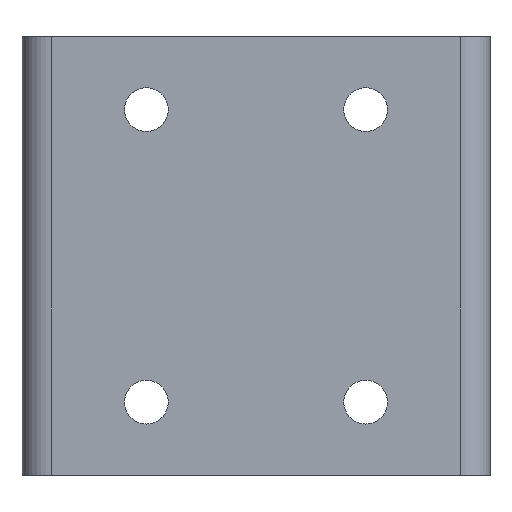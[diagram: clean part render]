
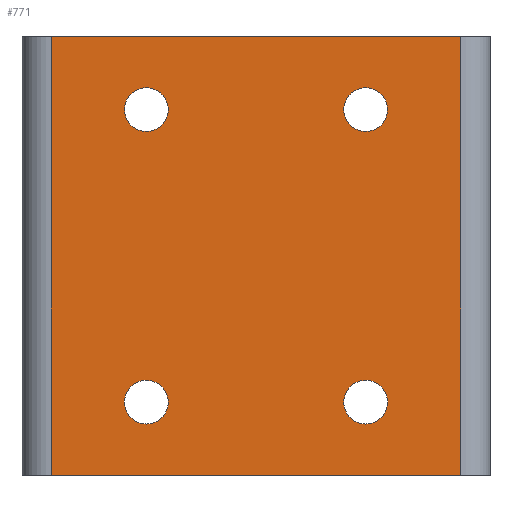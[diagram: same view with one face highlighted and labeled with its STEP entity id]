
A CAD part, top view. The second image highlights one B-rep face of the part: STEP entity #771.
In plain terms, the highlighted planar face has unit normal (0, 0, 1).
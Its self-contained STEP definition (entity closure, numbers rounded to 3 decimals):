
#7 = EDGE_CURVE ( 'NONE', #1060, #652, #1166, .T. ) ;
#10 = AXIS2_PLACEMENT_3D ( 'NONE', #712, #134, #234 ) ;
#21 = FACE_OUTER_BOUND ( 'NONE', #422, .T. ) ;
#34 = DIRECTION ( 'NONE',  ( 1., 0., 0. ) ) ;
#42 = CARTESIAN_POINT ( 'NONE',  ( -14., 25., 0.5 ) ) ;
#55 = DIRECTION ( 'NONE',  ( 0., -1., 0. ) ) ;
#75 = CARTESIAN_POINT ( 'NONE',  ( 2.5, 5., 0.5 ) ) ;
#86 = DIRECTION ( 'NONE',  ( 0., 0., 1. ) ) ;
#95 = AXIS2_PLACEMENT_3D ( 'NONE', #1027, #1213, #176 ) ;
#134 = DIRECTION ( 'NONE',  ( 0., 0., 1. ) ) ;
#139 = CARTESIAN_POINT ( 'NONE',  ( 1., 25., 0.5 ) ) ;
#140 = CARTESIAN_POINT ( 'NONE',  ( -14., 5., 0.5 ) ) ;
#145 = CARTESIAN_POINT ( 'NONE',  ( 1., 5., 0.5 ) ) ;
#154 = EDGE_CURVE ( 'NONE', #652, #1060, #620, .T. ) ;
#157 = PLANE ( 'NONE',  #713 ) ;
#161 = EDGE_CURVE ( 'NONE', #312, #614, #751, .T. ) ;
#163 = VECTOR ( 'NONE', #808, 1000. ) ;
#164 = ORIENTED_EDGE ( 'NONE', *, *, #1164, .F. ) ;
#176 = DIRECTION ( 'NONE',  ( 1., 0., 0. ) ) ;
#203 = VECTOR ( 'NONE', #728, 1000. ) ;
#209 = CIRCLE ( 'NONE', #267, 1.5 ) ;
#226 = ORIENTED_EDGE ( 'NONE', *, *, #400, .F. ) ;
#227 = VERTEX_POINT ( 'NONE', #434 ) ;
#233 = EDGE_CURVE ( 'NONE', #227, #1110, #707, .T. ) ;
#234 = DIRECTION ( 'NONE',  ( 1., 0., 0. ) ) ;
#243 = ORIENTED_EDGE ( 'NONE', *, *, #684, .F. ) ;
#267 = AXIS2_PLACEMENT_3D ( 'NONE', #139, #336, #882 ) ;
#286 = AXIS2_PLACEMENT_3D ( 'NONE', #378, #86, #471 ) ;
#312 = VERTEX_POINT ( 'NONE', #1127 ) ;
#314 = VERTEX_POINT ( 'NONE', #1227 ) ;
#316 = VERTEX_POINT ( 'NONE', #358 ) ;
#336 = DIRECTION ( 'NONE',  ( 0., 0., 1. ) ) ;
#346 = ORIENTED_EDGE ( 'NONE', *, *, #1188, .F. ) ;
#354 = EDGE_CURVE ( 'NONE', #453, #1071, #659, .T. ) ;
#355 = EDGE_CURVE ( 'NONE', #314, #1045, #738, .T. ) ;
#358 = CARTESIAN_POINT ( 'NONE',  ( -12.5, 25., 0.5 ) ) ;
#359 = FACE_BOUND ( 'NONE', #1134, .T. ) ;
#377 = CIRCLE ( 'NONE', #95, 1.5 ) ;
#378 = CARTESIAN_POINT ( 'NONE',  ( 1., 25., 0.5 ) ) ;
#400 = EDGE_CURVE ( 'NONE', #406, #316, #377, .T. ) ;
#402 = FACE_BOUND ( 'NONE', #722, .T. ) ;
#406 = VERTEX_POINT ( 'NONE', #566 ) ;
#422 = EDGE_LOOP ( 'NONE', ( #641, #661, #694, #1198 ) ) ;
#429 = DIRECTION ( 'NONE',  ( 0., 0., 1. ) ) ;
#434 = CARTESIAN_POINT ( 'NONE',  ( -20.5, 30., 0.5 ) ) ;
#453 = VERTEX_POINT ( 'NONE', #770 ) ;
#462 = CARTESIAN_POINT ( 'NONE',  ( -20.5, 30., 0.5 ) ) ;
#464 = AXIS2_PLACEMENT_3D ( 'NONE', #892, #429, #1162 ) ;
#471 = DIRECTION ( 'NONE',  ( 1., 0., 0. ) ) ;
#474 = AXIS2_PLACEMENT_3D ( 'NONE', #140, #1178, #524 ) ;
#500 = FACE_BOUND ( 'NONE', #918, .T. ) ;
#524 = DIRECTION ( 'NONE',  ( 1., 0., 0. ) ) ;
#566 = CARTESIAN_POINT ( 'NONE',  ( -15.5, 25., 0.5 ) ) ;
#595 = LINE ( 'NONE', #462, #1088 ) ;
#599 = CARTESIAN_POINT ( 'NONE',  ( -0.5, 5., 0.5 ) ) ;
#614 = VERTEX_POINT ( 'NONE', #960 ) ;
#620 = CIRCLE ( 'NONE', #10, 1.5 ) ;
#632 = DIRECTION ( 'NONE',  ( 1., 0., 0. ) ) ;
#634 = ORIENTED_EDGE ( 'NONE', *, *, #161, .F. ) ;
#641 = ORIENTED_EDGE ( 'NONE', *, *, #233, .F. ) ;
#650 = CARTESIAN_POINT ( 'NONE',  ( 7.5, 0., 0.5 ) ) ;
#652 = VERTEX_POINT ( 'NONE', #599 ) ;
#659 = LINE ( 'NONE', #665, #932 ) ;
#661 = ORIENTED_EDGE ( 'NONE', *, *, #835, .T. ) ;
#665 = CARTESIAN_POINT ( 'NONE',  ( -22.5, 0., 0.5 ) ) ;
#684 = EDGE_CURVE ( 'NONE', #614, #312, #773, .T. ) ;
#694 = ORIENTED_EDGE ( 'NONE', *, *, #354, .T. ) ;
#699 = CIRCLE ( 'NONE', #1119, 1.5 ) ;
#704 = CARTESIAN_POINT ( 'NONE',  ( 7.5, 30., 0.5 ) ) ;
#707 = LINE ( 'NONE', #914, #203 ) ;
#712 = CARTESIAN_POINT ( 'NONE',  ( 1., 5., 0.5 ) ) ;
#713 = AXIS2_PLACEMENT_3D ( 'NONE', #736, #922, #1116 ) ;
#722 = EDGE_LOOP ( 'NONE', ( #1160, #346 ) ) ;
#728 = DIRECTION ( 'NONE',  ( 1., 0., 0. ) ) ;
#736 = CARTESIAN_POINT ( 'NONE',  ( -22.5, 30., 0.5 ) ) ;
#738 = CIRCLE ( 'NONE', #286, 1.5 ) ;
#751 = CIRCLE ( 'NONE', #464, 1.5 ) ;
#766 = DIRECTION ( 'NONE',  ( 1., 0., 0. ) ) ;
#770 = CARTESIAN_POINT ( 'NONE',  ( -20.5, 0., 0.5 ) ) ;
#771 = ADVANCED_FACE ( 'NONE', ( #359, #500, #402, #1123, #21 ), #157, .F. ) ;
#773 = CIRCLE ( 'NONE', #474, 1.5 ) ;
#794 = AXIS2_PLACEMENT_3D ( 'NONE', #145, #821, #632 ) ;
#808 = DIRECTION ( 'NONE',  ( 0., 1., 0. ) ) ;
#821 = DIRECTION ( 'NONE',  ( 0., 0., 1. ) ) ;
#835 = EDGE_CURVE ( 'NONE', #227, #453, #595, .T. ) ;
#841 = ORIENTED_EDGE ( 'NONE', *, *, #154, .F. ) ;
#856 = CARTESIAN_POINT ( 'NONE',  ( -0.5, 25., 0.5 ) ) ;
#882 = DIRECTION ( 'NONE',  ( 1., 0., 0. ) ) ;
#892 = CARTESIAN_POINT ( 'NONE',  ( -14., 5., 0.5 ) ) ;
#914 = CARTESIAN_POINT ( 'NONE',  ( -22.5, 30., 0.5 ) ) ;
#918 = EDGE_LOOP ( 'NONE', ( #973, #841 ) ) ;
#922 = DIRECTION ( 'NONE',  ( 0., 0., -1. ) ) ;
#932 = VECTOR ( 'NONE', #766, 1000. ) ;
#960 = CARTESIAN_POINT ( 'NONE',  ( -12.5, 5., 0.5 ) ) ;
#969 = EDGE_LOOP ( 'NONE', ( #164, #226 ) ) ;
#973 = ORIENTED_EDGE ( 'NONE', *, *, #7, .F. ) ;
#989 = DIRECTION ( 'NONE',  ( 0., 0., 1. ) ) ;
#1020 = CARTESIAN_POINT ( 'NONE',  ( 7.5, 30., 0.5 ) ) ;
#1027 = CARTESIAN_POINT ( 'NONE',  ( -14., 25., 0.5 ) ) ;
#1045 = VERTEX_POINT ( 'NONE', #856 ) ;
#1060 = VERTEX_POINT ( 'NONE', #75 ) ;
#1071 = VERTEX_POINT ( 'NONE', #650 ) ;
#1088 = VECTOR ( 'NONE', #55, 1000. ) ;
#1110 = VERTEX_POINT ( 'NONE', #1020 ) ;
#1116 = DIRECTION ( 'NONE',  ( -1., 0., 0. ) ) ;
#1119 = AXIS2_PLACEMENT_3D ( 'NONE', #42, #989, #34 ) ;
#1123 = FACE_BOUND ( 'NONE', #969, .T. ) ;
#1127 = CARTESIAN_POINT ( 'NONE',  ( -15.5, 5., 0.5 ) ) ;
#1134 = EDGE_LOOP ( 'NONE', ( #243, #634 ) ) ;
#1160 = ORIENTED_EDGE ( 'NONE', *, *, #355, .F. ) ;
#1162 = DIRECTION ( 'NONE',  ( 1., 0., 0. ) ) ;
#1164 = EDGE_CURVE ( 'NONE', #316, #406, #699, .T. ) ;
#1166 = CIRCLE ( 'NONE', #794, 1.5 ) ;
#1178 = DIRECTION ( 'NONE',  ( 0., 0., 1. ) ) ;
#1188 = EDGE_CURVE ( 'NONE', #1045, #314, #209, .T. ) ;
#1198 = ORIENTED_EDGE ( 'NONE', *, *, #1218, .T. ) ;
#1213 = DIRECTION ( 'NONE',  ( 0., 0., 1. ) ) ;
#1214 = LINE ( 'NONE', #704, #163 ) ;
#1218 = EDGE_CURVE ( 'NONE', #1071, #1110, #1214, .T. ) ;
#1227 = CARTESIAN_POINT ( 'NONE',  ( 2.5, 25., 0.5 ) ) ;
